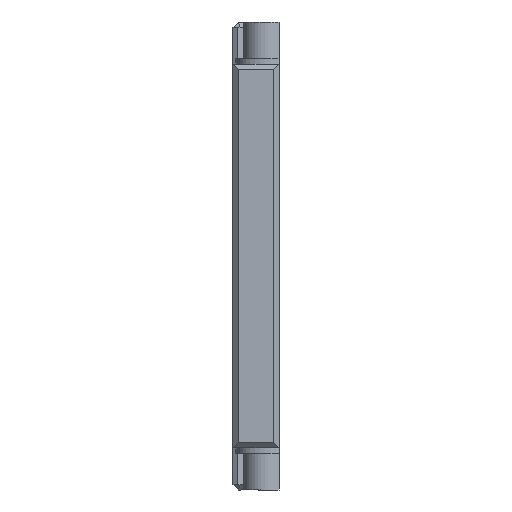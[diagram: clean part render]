
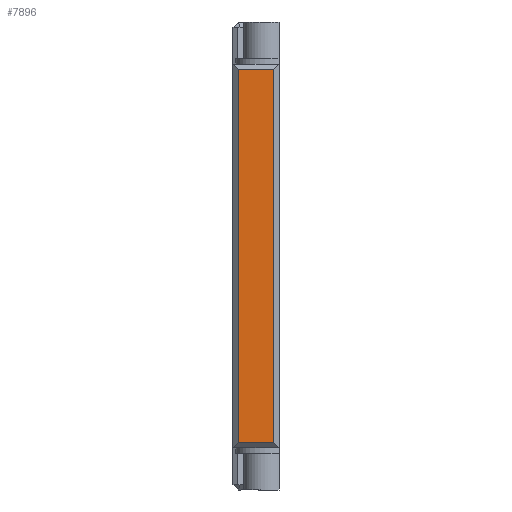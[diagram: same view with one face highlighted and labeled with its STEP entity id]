
A CAD part, left-side view. The second image highlights one B-rep face of the part: STEP entity #7896.
In plain terms, the highlighted planar face has unit normal (-1, 0, 0).
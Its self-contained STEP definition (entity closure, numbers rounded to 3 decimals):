
#44 = PLANE('',#45);
#45 = AXIS2_PLACEMENT_3D('',#46,#47,#48);
#46 = CARTESIAN_POINT('',(-50.5,17.,35.6));
#47 = DIRECTION('',(0.707,0.,-0.707));
#48 = DIRECTION('',(0.,-1.,0.));
#349 = VERTEX_POINT('',#350);
#350 = CARTESIAN_POINT('',(-51.,16.,35.1));
#364 = PLANE('',#365);
#365 = AXIS2_PLACEMENT_3D('',#366,#367,#368);
#366 = CARTESIAN_POINT('',(-50.493,16.507,0.));
#367 = DIRECTION('',(-0.707,0.707,0.));
#368 = DIRECTION('',(-0.707,-0.707,0.));
#378 = VERTEX_POINT('',#379);
#379 = CARTESIAN_POINT('',(-51.,9.333,35.1));
#393 = PLANE('',#394);
#394 = AXIS2_PLACEMENT_3D('',#395,#396,#397);
#395 = CARTESIAN_POINT('',(-50.493,8.826,0.));
#396 = DIRECTION('',(-0.707,-0.707,0.));
#397 = DIRECTION('',(-0.707,0.707,0.)
  );
#405 = EDGE_CURVE('',#349,#378,#406,.T.);
#406 = SURFACE_CURVE('',#407,(#411,#418),.PCURVE_S1.);
#407 = LINE('',#408,#409);
#408 = CARTESIAN_POINT('',(-51.,17.,35.1));
#409 = VECTOR('',#410,1.);
#410 = DIRECTION('',(0.,-1.,0.));
#411 = PCURVE('',#44,#412);
#412 = DEFINITIONAL_REPRESENTATION('',(#413),#417);
#413 = LINE('',#414,#415);
#414 = CARTESIAN_POINT('',(0.,0.707));
#415 = VECTOR('',#416,1.);
#416 = DIRECTION('',(1.,0.));
#417 = ( GEOMETRIC_REPRESENTATION_CONTEXT(2) 
PARAMETRIC_REPRESENTATION_CONTEXT() REPRESENTATION_CONTEXT('2D SPACE',''
  ) );
#418 = PCURVE('',#419,#424);
#419 = PLANE('',#420);
#420 = AXIS2_PLACEMENT_3D('',#421,#422,#423);
#421 = CARTESIAN_POINT('',(-51.,12.667,0.));
#422 = DIRECTION('',(-1.,-0.,-0.));
#423 = DIRECTION('',(0.,-1.,0.));
#424 = DEFINITIONAL_REPRESENTATION('',(#425),#429);
#425 = LINE('',#426,#427);
#426 = CARTESIAN_POINT('',(-4.333,35.1));
#427 = VECTOR('',#428,1.);
#428 = DIRECTION('',(1.,0.));
#429 = ( GEOMETRIC_REPRESENTATION_CONTEXT(2) 
PARAMETRIC_REPRESENTATION_CONTEXT() REPRESENTATION_CONTEXT('2D SPACE',''
  ) );
#2994 = PLANE('',#2995);
#2995 = AXIS2_PLACEMENT_3D('',#2996,#2997,#2998);
#2996 = CARTESIAN_POINT('',(-50.5,17.,-35.6));
#2997 = DIRECTION('',(0.707,0.,0.707));
#2998 = DIRECTION('',(0.,1.,0.));
#3202 = VERTEX_POINT('',#3203);
#3203 = CARTESIAN_POINT('',(-51.,16.,-35.1));
#3226 = VERTEX_POINT('',#3227);
#3227 = CARTESIAN_POINT('',(-51.,9.333,-35.1));
#3248 = EDGE_CURVE('',#3202,#3226,#3249,.T.);
#3249 = SURFACE_CURVE('',#3250,(#3254,#3261),.PCURVE_S1.);
#3250 = LINE('',#3251,#3252);
#3251 = CARTESIAN_POINT('',(-51.,17.,-35.1));
#3252 = VECTOR('',#3253,1.);
#3253 = DIRECTION('',(-0.,-1.,0.));
#3254 = PCURVE('',#2994,#3255);
#3255 = DEFINITIONAL_REPRESENTATION('',(#3256),#3260);
#3256 = LINE('',#3257,#3258);
#3257 = CARTESIAN_POINT('',(0.,0.707));
#3258 = VECTOR('',#3259,1.);
#3259 = DIRECTION('',(-1.,0.));
#3260 = ( GEOMETRIC_REPRESENTATION_CONTEXT(2) 
PARAMETRIC_REPRESENTATION_CONTEXT() REPRESENTATION_CONTEXT('2D SPACE',''
  ) );
#3261 = PCURVE('',#419,#3262);
#3262 = DEFINITIONAL_REPRESENTATION('',(#3263),#3267);
#3263 = LINE('',#3264,#3265);
#3264 = CARTESIAN_POINT('',(-4.333,-35.1));
#3265 = VECTOR('',#3266,1.);
#3266 = DIRECTION('',(1.,0.));
#3267 = ( GEOMETRIC_REPRESENTATION_CONTEXT(2) 
PARAMETRIC_REPRESENTATION_CONTEXT() REPRESENTATION_CONTEXT('2D SPACE',''
  ) );
#7767 = EDGE_CURVE('',#3226,#378,#7768,.T.);
#7768 = SURFACE_CURVE('',#7769,(#7773,#7780),.PCURVE_S1.);
#7769 = LINE('',#7770,#7771);
#7770 = CARTESIAN_POINT('',(-51.,9.333,0.));
#7771 = VECTOR('',#7772,1.);
#7772 = DIRECTION('',(0.,0.,1.));
#7773 = PCURVE('',#393,#7774);
#7774 = DEFINITIONAL_REPRESENTATION('',(#7775),#7779);
#7775 = LINE('',#7776,#7777);
#7776 = CARTESIAN_POINT('',(0.717,0.));
#7777 = VECTOR('',#7778,1.);
#7778 = DIRECTION('',(0.,-1.));
#7779 = ( GEOMETRIC_REPRESENTATION_CONTEXT(2) 
PARAMETRIC_REPRESENTATION_CONTEXT() REPRESENTATION_CONTEXT('2D SPACE',''
  ) );
#7780 = PCURVE('',#419,#7781);
#7781 = DEFINITIONAL_REPRESENTATION('',(#7782),#7786);
#7782 = LINE('',#7783,#7784);
#7783 = CARTESIAN_POINT('',(3.333,0.));
#7784 = VECTOR('',#7785,1.);
#7785 = DIRECTION('',(0.,1.));
#7786 = ( GEOMETRIC_REPRESENTATION_CONTEXT(2) 
PARAMETRIC_REPRESENTATION_CONTEXT() REPRESENTATION_CONTEXT('2D SPACE',''
  ) );
#7896 = ADVANCED_FACE('',(#7897),#419,.T.);
#7897 = FACE_BOUND('',#7898,.T.);
#7898 = EDGE_LOOP('',(#7899,#7900,#7901,#7922));
#7899 = ORIENTED_EDGE('',*,*,#7767,.T.);
#7900 = ORIENTED_EDGE('',*,*,#405,.F.);
#7901 = ORIENTED_EDGE('',*,*,#7902,.F.);
#7902 = EDGE_CURVE('',#3202,#349,#7903,.T.);
#7903 = SURFACE_CURVE('',#7904,(#7908,#7915),.PCURVE_S1.);
#7904 = LINE('',#7905,#7906);
#7905 = CARTESIAN_POINT('',(-51.,16.,0.));
#7906 = VECTOR('',#7907,1.);
#7907 = DIRECTION('',(0.,0.,1.));
#7908 = PCURVE('',#419,#7909);
#7909 = DEFINITIONAL_REPRESENTATION('',(#7910),#7914);
#7910 = LINE('',#7911,#7912);
#7911 = CARTESIAN_POINT('',(-3.333,0.));
#7912 = VECTOR('',#7913,1.);
#7913 = DIRECTION('',(0.,1.));
#7914 = ( GEOMETRIC_REPRESENTATION_CONTEXT(2) 
PARAMETRIC_REPRESENTATION_CONTEXT() REPRESENTATION_CONTEXT('2D SPACE',''
  ) );
#7915 = PCURVE('',#364,#7916);
#7916 = DEFINITIONAL_REPRESENTATION('',(#7917),#7921);
#7917 = LINE('',#7918,#7919);
#7918 = CARTESIAN_POINT('',(0.717,0.));
#7919 = VECTOR('',#7920,1.);
#7920 = DIRECTION('',(0.,1.));
#7921 = ( GEOMETRIC_REPRESENTATION_CONTEXT(2) 
PARAMETRIC_REPRESENTATION_CONTEXT() REPRESENTATION_CONTEXT('2D SPACE',''
  ) );
#7922 = ORIENTED_EDGE('',*,*,#3248,.T.);
